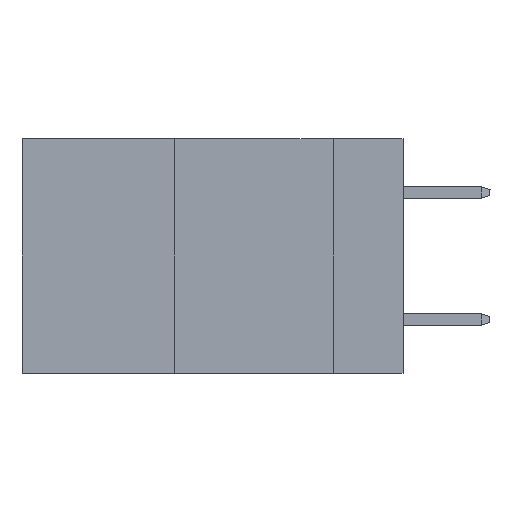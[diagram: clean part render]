
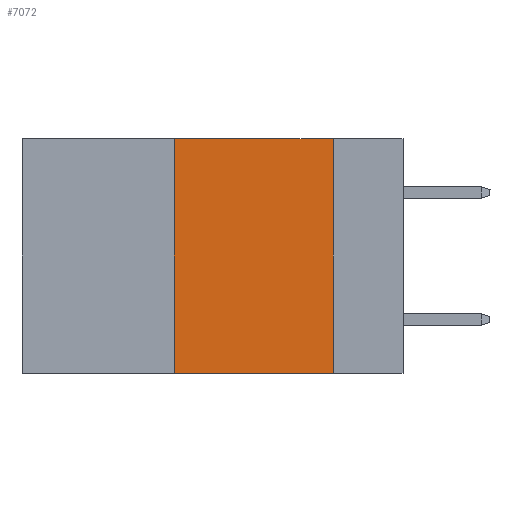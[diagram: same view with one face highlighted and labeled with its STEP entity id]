
A CAD part, left-side view. The second image highlights one B-rep face of the part: STEP entity #7072.
In plain terms, the highlighted planar face has unit normal (-1, 0, 0).
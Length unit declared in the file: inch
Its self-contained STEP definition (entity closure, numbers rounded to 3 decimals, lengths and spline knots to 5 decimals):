
#281 = EDGE_CURVE ( 'NONE', #21079, #8083, #15657, .T. ) ;
#2583 = LINE ( 'NONE', #15750, #14036 ) ;
#3960 = CARTESIAN_POINT ( 'NONE',  ( 0., 0.36, 0. ) ) ;
#4845 = DIRECTION ( 'NONE',  ( 0., 0., -1. ) ) ;
#4887 = CARTESIAN_POINT ( 'NONE',  ( 0., 0.36, 0. ) ) ;
#5643 = CARTESIAN_POINT ( 'NONE',  ( 0., 0.6, 0. ) ) ;
#6227 = VECTOR ( 'NONE', #17513, 39.37008 ) ;
#6444 = EDGE_LOOP ( 'NONE', ( #14245, #11442, #14401, #20346 ) ) ;
#7072 = ADVANCED_FACE ( 'NONE', ( #20453 ), #18534, .F. ) ;
#7198 = EDGE_CURVE ( 'NONE', #18307, #8083, #8427, .T. ) ;
#8083 = VERTEX_POINT ( 'NONE', #10152 ) ;
#8092 = CARTESIAN_POINT ( 'NONE',  ( 0., 0.11, 0. ) ) ;
#8427 = LINE ( 'NONE', #11550, #10386 ) ;
#8958 = DIRECTION ( 'NONE',  ( 0., 0., -1. ) ) ;
#9266 = DIRECTION ( 'NONE',  ( 0., -1., 0. ) ) ;
#10152 = CARTESIAN_POINT ( 'NONE',  ( 0., 0.11, -0.37 ) ) ;
#10386 = VECTOR ( 'NONE', #4845, 39.37008 ) ;
#11086 = EDGE_CURVE ( 'NONE', #19402, #18307, #2583, .T. ) ;
#11442 = ORIENTED_EDGE ( 'NONE', *, *, #11086, .F. ) ;
#11550 = CARTESIAN_POINT ( 'NONE',  ( 0., 0.11, 0. ) ) ;
#12662 = DIRECTION ( 'NONE',  ( 0., 0., 1. ) ) ;
#14036 = VECTOR ( 'NONE', #9266, 39.37008 ) ;
#14245 = ORIENTED_EDGE ( 'NONE', *, *, #7198, .F. ) ;
#14401 = ORIENTED_EDGE ( 'NONE', *, *, #15159, .F. ) ;
#14708 = LINE ( 'NONE', #4887, #15864 ) ;
#15159 = EDGE_CURVE ( 'NONE', #21079, #19402, #14708, .T. ) ;
#15657 = LINE ( 'NONE', #20550, #6227 ) ;
#15750 = CARTESIAN_POINT ( 'NONE',  ( 0., 0.6, 0. ) ) ;
#15864 = VECTOR ( 'NONE', #12662, 39.37008 ) ;
#17214 = DIRECTION ( 'NONE',  ( 1., 0., 0. ) ) ;
#17513 = DIRECTION ( 'NONE',  ( 0., -1., 0. ) ) ;
#18307 = VERTEX_POINT ( 'NONE', #8092 ) ;
#18534 = PLANE ( 'NONE',  #20742 ) ;
#19402 = VERTEX_POINT ( 'NONE', #3960 ) ;
#19927 = CARTESIAN_POINT ( 'NONE',  ( 0., 0.36, -0.37 ) ) ;
#20346 = ORIENTED_EDGE ( 'NONE', *, *, #281, .T. ) ;
#20453 = FACE_OUTER_BOUND ( 'NONE', #6444, .T. ) ;
#20550 = CARTESIAN_POINT ( 'NONE',  ( 0., 0.6, -0.37 ) ) ;
#20742 = AXIS2_PLACEMENT_3D ( 'NONE', #5643, #17214, #8958 ) ;
#21079 = VERTEX_POINT ( 'NONE', #19927 ) ;
